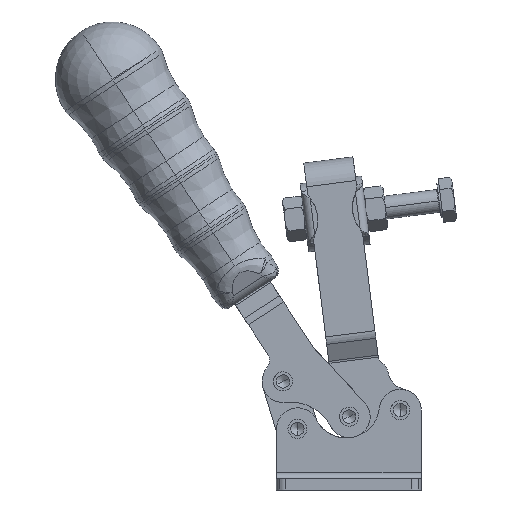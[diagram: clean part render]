
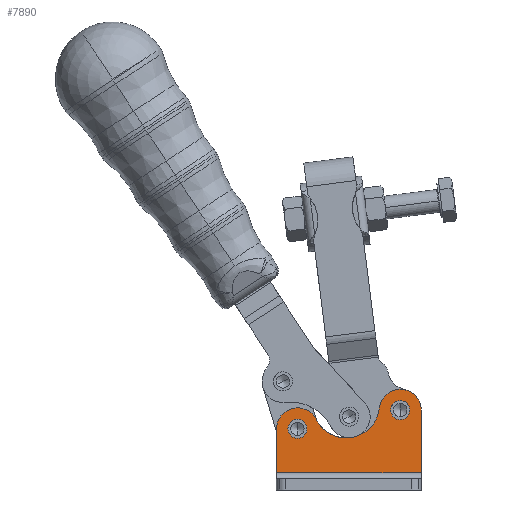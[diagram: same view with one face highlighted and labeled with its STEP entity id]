
A CAD part, front view. The second image highlights one B-rep face of the part: STEP entity #7890.
In plain terms, the highlighted planar face has unit normal (0, -1, 0).
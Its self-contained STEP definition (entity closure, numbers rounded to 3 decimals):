
#1620=CARTESIAN_POINT('',(0.838,8.073,-18.409));
#1621=VERTEX_POINT('',#1620);
#1630=CARTESIAN_POINT('',(0.798,8.073,-17.963));
#1631=VERTEX_POINT('',#1630);
#1632=CARTESIAN_POINT('',(-1.662,8.073,-18.409));
#1633=DIRECTION('',(0.,1.0,0.));
#1634=DIRECTION('',(0.984,0.,0.179));
#1635=AXIS2_PLACEMENT_3D('',#1632,#1633,#1634);
#1636=CIRCLE('',#1635,2.5);
#1637=EDGE_CURVE('',#1631,#1621,#1636,.T.);
#1639=CARTESIAN_POINT('',(-4.162,8.073,-18.409));
#1640=VERTEX_POINT('',#1639);
#1641=CARTESIAN_POINT('',(-1.662,8.073,-18.409));
#1642=DIRECTION('',(0.,1.0,0.));
#1643=DIRECTION('',(0.984,0.,0.179));
#1644=AXIS2_PLACEMENT_3D('',#1641,#1642,#1643);
#1645=CIRCLE('',#1644,2.5);
#1646=EDGE_CURVE('',#1640,#1631,#1645,.T.);
#1929=CARTESIAN_POINT('',(27.838,8.073,-13.509));
#1930=VERTEX_POINT('',#1929);
#1939=CARTESIAN_POINT('',(27.798,8.073,-13.063));
#1940=VERTEX_POINT('',#1939);
#1941=CARTESIAN_POINT('',(25.338,8.073,-13.509));
#1942=DIRECTION('',(0.,1.0,0.));
#1943=DIRECTION('',(0.984,0.,0.179));
#1944=AXIS2_PLACEMENT_3D('',#1941,#1942,#1943);
#1945=CIRCLE('',#1944,2.5);
#1946=EDGE_CURVE('',#1940,#1930,#1945,.T.);
#1948=CARTESIAN_POINT('',(22.838,8.073,-13.509));
#1949=VERTEX_POINT('',#1948);
#1950=CARTESIAN_POINT('',(25.338,8.073,-13.509));
#1951=DIRECTION('',(0.,1.0,0.));
#1952=DIRECTION('',(0.984,0.,0.179));
#1953=AXIS2_PLACEMENT_3D('',#1950,#1951,#1952);
#1954=CIRCLE('',#1953,2.5);
#1955=EDGE_CURVE('',#1949,#1940,#1954,.T.);
#7801=CARTESIAN_POINT('',(12.629,8.073,-28.456));
#7802=DIRECTION('',(0.0,-1.0,0.0));
#7803=DIRECTION('',(1.0,0.0,0.0));
#7804=AXIS2_PLACEMENT_3D('',#7801,#7802,#7803);
#7805=PLANE('',#7804);
#7806=CARTESIAN_POINT('',(-7.162,8.073,-29.973));
#7807=VERTEX_POINT('',#7806);
#7808=CARTESIAN_POINT('',(30.838,8.073,-29.973));
#7809=VERTEX_POINT('',#7808);
#7810=CARTESIAN_POINT('',(-7.162,8.073,-29.973));
#7811=DIRECTION('',(1.0,0.0,0.0));
#7812=VECTOR('',#7811,38.);
#7813=LINE('',#7810,#7812);
#7814=EDGE_CURVE('',#7807,#7809,#7813,.T.);
#7815=ORIENTED_EDGE('',*,*,#7814,.T.);
#7816=CARTESIAN_POINT('',(30.838,8.073,-13.509));
#7817=VERTEX_POINT('',#7816);
#7818=CARTESIAN_POINT('',(30.838,8.073,-13.509));
#7819=DIRECTION('',(0.0,0.0,-1.0));
#7820=VECTOR('',#7819,16.463);
#7821=LINE('',#7818,#7820);
#7822=EDGE_CURVE('',#7817,#7809,#7821,.T.);
#7823=ORIENTED_EDGE('',*,*,#7822,.F.);
#7824=CARTESIAN_POINT('',(19.869,8.073,-12.932));
#7825=VERTEX_POINT('',#7824);
#7826=CARTESIAN_POINT('',(25.338,8.073,-13.509));
#7827=DIRECTION('',(0.0,1.0,0.0));
#7828=DIRECTION('',(-1.0,0.0,0.0));
#7829=AXIS2_PLACEMENT_3D('',#7826,#7827,#7828);
#7830=CIRCLE('',#7829,5.5);
#7831=EDGE_CURVE('',#7825,#7817,#7830,.T.);
#7832=ORIENTED_EDGE('',*,*,#7831,.F.);
#7833=CARTESIAN_POINT('',(13.318,8.073,-20.526));
#7834=VERTEX_POINT('',#7833);
#7835=CARTESIAN_POINT('',(11.121,8.073,-12.009));
#7836=DIRECTION('',(0.,-1.,0.));
#7837=DIRECTION('',(-0.894,0.,-0.448));
#7838=AXIS2_PLACEMENT_3D('',#7835,#7836,#7837);
#7839=CIRCLE('',#7838,8.796);
#7840=EDGE_CURVE('',#7834,#7825,#7839,.T.);
#7841=ORIENTED_EDGE('',*,*,#7840,.F.);
#7842=CARTESIAN_POINT('',(3.256,8.073,-15.947));
#7843=VERTEX_POINT('',#7842);
#7844=CARTESIAN_POINT('',(11.121,8.073,-12.009));
#7845=DIRECTION('',(0.,-1.,0.));
#7846=DIRECTION('',(-0.894,0.,-0.448));
#7847=AXIS2_PLACEMENT_3D('',#7844,#7845,#7846);
#7848=CIRCLE('',#7847,8.796);
#7849=EDGE_CURVE('',#7843,#7834,#7848,.T.);
#7850=ORIENTED_EDGE('',*,*,#7849,.F.);
#7851=CARTESIAN_POINT('',(-7.162,8.073,-18.409));
#7852=VERTEX_POINT('',#7851);
#7853=CARTESIAN_POINT('',(-1.662,8.073,-18.409));
#7854=DIRECTION('',(0.,1.0,0.));
#7855=DIRECTION('',(-0.894,0.,-0.448));
#7856=AXIS2_PLACEMENT_3D('',#7853,#7854,#7855);
#7857=CIRCLE('',#7856,5.5);
#7858=EDGE_CURVE('',#7852,#7843,#7857,.T.);
#7859=ORIENTED_EDGE('',*,*,#7858,.F.);
#7860=CARTESIAN_POINT('',(-7.162,8.073,-29.973));
#7861=DIRECTION('',(0.0,0.0,1.0));
#7862=VECTOR('',#7861,11.563);
#7863=LINE('',#7860,#7862);
#7864=EDGE_CURVE('',#7807,#7852,#7863,.T.);
#7865=ORIENTED_EDGE('',*,*,#7864,.F.);
#7866=EDGE_LOOP('',(#7815,#7823,#7832,#7841,#7850,#7859,#7865));
#7867=FACE_OUTER_BOUND('',#7866,.T.);
#7868=ORIENTED_EDGE('',*,*,#1637,.T.);
#7869=CARTESIAN_POINT('',(-1.662,8.073,-18.409));
#7870=DIRECTION('',(0.,1.0,0.));
#7871=DIRECTION('',(0.984,0.,0.179));
#7872=AXIS2_PLACEMENT_3D('',#7869,#7870,#7871);
#7873=CIRCLE('',#7872,2.5);
#7874=EDGE_CURVE('',#1621,#1640,#7873,.T.);
#7875=ORIENTED_EDGE('',*,*,#7874,.T.);
#7876=ORIENTED_EDGE('',*,*,#1646,.T.);
#7877=EDGE_LOOP('',(#7868,#7875,#7876));
#7878=FACE_BOUND('',#7877,.T.);
#7879=ORIENTED_EDGE('',*,*,#1946,.T.);
#7880=CARTESIAN_POINT('',(25.338,8.073,-13.509));
#7881=DIRECTION('',(0.,1.0,0.));
#7882=DIRECTION('',(0.984,0.,0.179));
#7883=AXIS2_PLACEMENT_3D('',#7880,#7881,#7882);
#7884=CIRCLE('',#7883,2.5);
#7885=EDGE_CURVE('',#1930,#1949,#7884,.T.);
#7886=ORIENTED_EDGE('',*,*,#7885,.T.);
#7887=ORIENTED_EDGE('',*,*,#1955,.T.);
#7888=EDGE_LOOP('',(#7879,#7886,#7887));
#7889=FACE_BOUND('',#7888,.T.);
#7890=ADVANCED_FACE('',(#7867,#7878,#7889),#7805,.T.);
